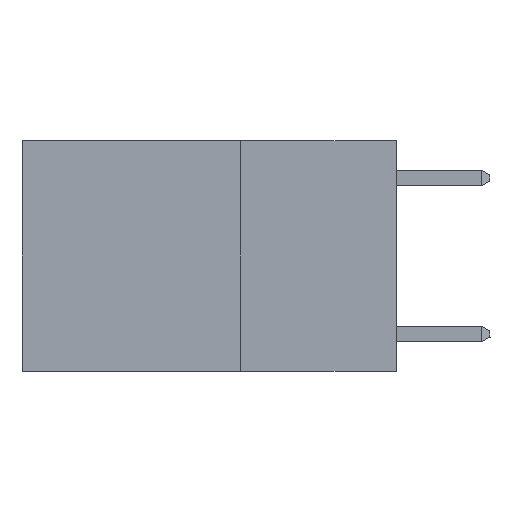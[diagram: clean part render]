
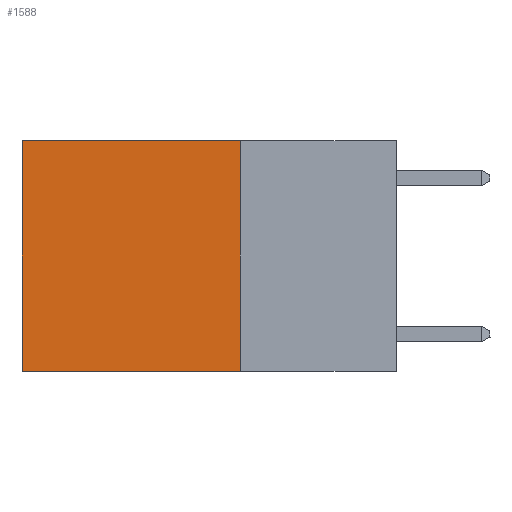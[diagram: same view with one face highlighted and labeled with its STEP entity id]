
A CAD part, left-side view. The second image highlights one B-rep face of the part: STEP entity #1588.
In plain terms, the highlighted planar face has unit normal (-1, 0, 0).
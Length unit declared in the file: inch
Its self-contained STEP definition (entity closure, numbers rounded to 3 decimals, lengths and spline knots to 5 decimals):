
#998 = DIRECTION ( 'NONE',  ( 0., 1., 0. ) ) ;
#1328 = ORIENTED_EDGE ( 'NONE', *, *, #23876, .T. ) ;
#1588 = ADVANCED_FACE ( 'NONE', ( #25372 ), #18140, .F. ) ;
#2454 = CARTESIAN_POINT ( 'NONE',  ( 0.2625, 0.25, 0. ) ) ;
#4482 = CARTESIAN_POINT ( 'NONE',  ( 0.2625, 0.25, 0. ) ) ;
#4762 = LINE ( 'NONE', #15022, #22724 ) ;
#4775 = DIRECTION ( 'NONE',  ( 0., 1., 0. ) ) ;
#5422 = CARTESIAN_POINT ( 'NONE',  ( 0.2625, 0.25, 0. ) ) ;
#6342 = EDGE_CURVE ( 'NONE', #17979, #23087, #11415, .T. ) ;
#9363 = DIRECTION ( 'NONE',  ( 0., 0., -1. ) ) ;
#10360 = EDGE_LOOP ( 'NONE', ( #1328, #15881, #20957, #21565 ) ) ;
#11415 = LINE ( 'NONE', #5422, #21071 ) ;
#14254 = VECTOR ( 'NONE', #4775, 39.37008 ) ;
#15022 = CARTESIAN_POINT ( 'NONE',  ( 0.2625, 0.6, 0. ) ) ;
#15248 = CARTESIAN_POINT ( 'NONE',  ( 0.2625, 0.6, -0.37 ) ) ;
#15496 = CARTESIAN_POINT ( 'NONE',  ( 0.2625, 0.25, 0. ) ) ;
#15542 = DIRECTION ( 'NONE',  ( 0., 0., -1. ) ) ;
#15881 = ORIENTED_EDGE ( 'NONE', *, *, #25426, .F. ) ;
#17979 = VERTEX_POINT ( 'NONE', #2454 ) ;
#18007 = CARTESIAN_POINT ( 'NONE',  ( 0.2625, 0.25, -0.37 ) ) ;
#18140 = PLANE ( 'NONE',  #22848 ) ;
#18854 = VECTOR ( 'NONE', #998, 39.37008 ) ;
#19183 = CARTESIAN_POINT ( 'NONE',  ( 0.2625, 0.25, -0.37 ) ) ;
#19286 = LINE ( 'NONE', #4482, #18854 ) ;
#20143 = DIRECTION ( 'NONE',  ( 1., 0., 0. ) ) ;
#20595 = VERTEX_POINT ( 'NONE', #15248 ) ;
#20957 = ORIENTED_EDGE ( 'NONE', *, *, #6342, .F. ) ;
#21071 = VECTOR ( 'NONE', #15542, 39.37008 ) ;
#21216 = VERTEX_POINT ( 'NONE', #21881 ) ;
#21565 = ORIENTED_EDGE ( 'NONE', *, *, #22418, .T. ) ;
#21881 = CARTESIAN_POINT ( 'NONE',  ( 0.2625, 0.6, 0. ) ) ;
#22418 = EDGE_CURVE ( 'NONE', #17979, #21216, #19286, .T. ) ;
#22724 = VECTOR ( 'NONE', #23155, 39.37008 ) ;
#22770 = LINE ( 'NONE', #19183, #14254 ) ;
#22848 = AXIS2_PLACEMENT_3D ( 'NONE', #15496, #20143, #9363 ) ;
#23087 = VERTEX_POINT ( 'NONE', #18007 ) ;
#23155 = DIRECTION ( 'NONE',  ( 0., 0., -1. ) ) ;
#23876 = EDGE_CURVE ( 'NONE', #21216, #20595, #4762, .T. ) ;
#25372 = FACE_OUTER_BOUND ( 'NONE', #10360, .T. ) ;
#25426 = EDGE_CURVE ( 'NONE', #23087, #20595, #22770, .T. ) ;
